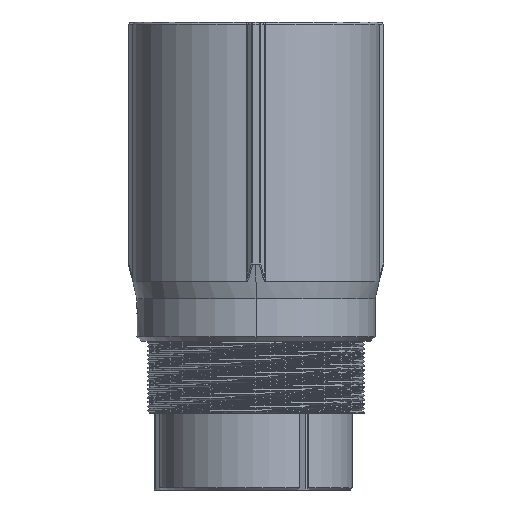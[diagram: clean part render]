
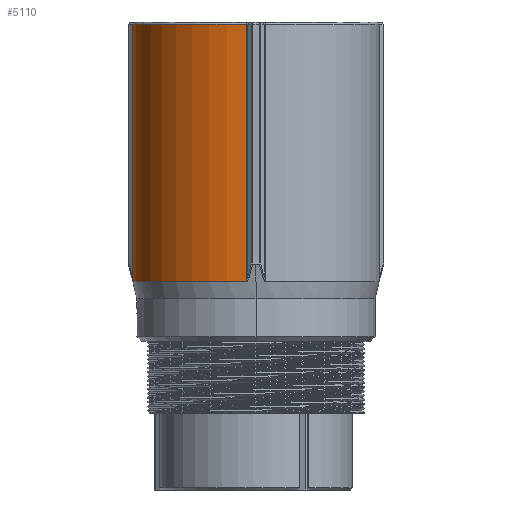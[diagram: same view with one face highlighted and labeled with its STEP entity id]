
A CAD part, left-side view. The second image highlights one B-rep face of the part: STEP entity #5110.
In plain terms, the highlighted cylindrical face has radius 29 mm (diameter 58 mm), a partial arc.
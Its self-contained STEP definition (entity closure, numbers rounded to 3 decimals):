
#49 = CARTESIAN_POINT ( 'NONE',  ( 0., 0., 75. ) ) ;
#803 = CIRCLE ( 'NONE', #5149, 29. ) ;
#937 = EDGE_CURVE ( 'NONE', #2403, #12643, #803, .T. ) ;
#981 = DIRECTION ( 'NONE',  ( 0., 0., -1. ) ) ;
#1547 = EDGE_CURVE ( 'NONE', #12643, #2749, #9736, .T. ) ;
#2106 = CARTESIAN_POINT ( 'NONE',  ( -2.258, 28.912, 74.5 ) ) ;
#2194 = DIRECTION ( 'NONE',  ( 0., 0., 1. ) ) ;
#2252 = CYLINDRICAL_SURFACE ( 'NONE', #8200, 29. ) ;
#2403 = VERTEX_POINT ( 'NONE', #7687 ) ;
#2749 = VERTEX_POINT ( 'NONE', #6489 ) ;
#2836 = DIRECTION ( 'NONE',  ( -1., 0., 0. ) ) ;
#2971 = DIRECTION ( 'NONE',  ( 0., 0., -1. ) ) ;
#3923 = VECTOR ( 'NONE', #981, 1000. ) ;
#5110 = ADVANCED_FACE ( 'Face44', ( #11113 ), #2252, .T. ) ;
#5149 = AXIS2_PLACEMENT_3D ( 'NONE', #10998, #2971, #6922 ) ;
#5355 = AXIS2_PLACEMENT_3D ( 'NONE', #11445, #11700, #2836 ) ;
#5393 = DIRECTION ( 'NONE',  ( 0., 0., 1. ) ) ;
#5579 = VECTOR ( 'NONE', #5393, 1000. ) ;
#6045 = VERTEX_POINT ( 'NONE', #9517 ) ;
#6196 = DIRECTION ( 'NONE',  ( 1., 0., 0. ) ) ;
#6489 = CARTESIAN_POINT ( 'NONE',  ( -2.258, 28.912, 14.069 ) ) ;
#6578 = EDGE_LOOP ( 'NONE', ( #9891, #11782, #7195, #10330 ) ) ;
#6922 = DIRECTION ( 'NONE',  ( 1., 0., 0. ) ) ;
#7195 = ORIENTED_EDGE ( 'NONE', *, *, #1547, .T. ) ;
#7687 = CARTESIAN_POINT ( 'NONE',  ( -28.912, 2.258, 74.5 ) ) ;
#8200 = AXIS2_PLACEMENT_3D ( 'NONE', #49, #2194, #6196 ) ;
#8671 = CIRCLE ( 'NONE', #5355, 29. ) ;
#9509 = EDGE_CURVE ( 'NONE', #2749, #6045, #8671, .T. ) ;
#9517 = CARTESIAN_POINT ( 'NONE',  ( -28.912, 2.258, 14.069 ) ) ;
#9736 = LINE ( 'NONE', #9802, #3923 ) ;
#9802 = CARTESIAN_POINT ( 'NONE',  ( -2.258, 28.912, 75. ) ) ;
#9891 = ORIENTED_EDGE ( 'NONE', *, *, #10345, .T. ) ;
#10330 = ORIENTED_EDGE ( 'NONE', *, *, #9509, .T. ) ;
#10345 = EDGE_CURVE ( 'Edge64', #6045, #2403, #12132, .T. ) ;
#10998 = CARTESIAN_POINT ( 'NONE',  ( 0., 0., 74.5 ) ) ;
#11113 = FACE_OUTER_BOUND ( 'NONE', #6578, .T. ) ;
#11158 = CARTESIAN_POINT ( 'NONE',  ( -28.912, 2.258, 75. ) ) ;
#11445 = CARTESIAN_POINT ( 'NONE',  ( 0., 0., 14.069 ) ) ;
#11700 = DIRECTION ( 'NONE',  ( 0., 0., 1. ) ) ;
#11782 = ORIENTED_EDGE ( 'NONE', *, *, #937, .T. ) ;
#12132 = LINE ( 'NONE', #11158, #5579 ) ;
#12643 = VERTEX_POINT ( 'NONE', #2106 ) ;
